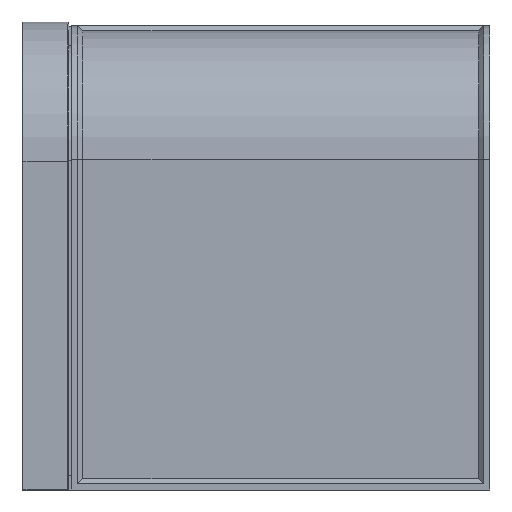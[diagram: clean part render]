
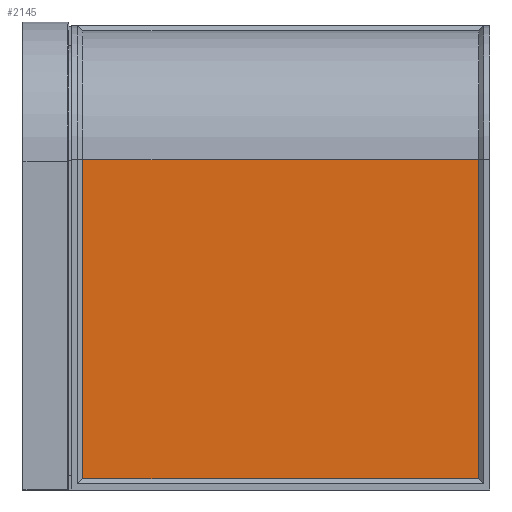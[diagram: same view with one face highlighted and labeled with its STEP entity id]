
A CAD part, left-side view. The second image highlights one B-rep face of the part: STEP entity #2145.
In plain terms, the highlighted planar face has unit normal (-1, 0, 0).
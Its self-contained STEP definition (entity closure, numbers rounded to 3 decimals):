
#33 = LINE ( 'NONE', #2943, #1481 ) ;
#71 = VERTEX_POINT ( 'NONE', #4897 ) ;
#196 = ORIENTED_EDGE ( 'NONE', *, *, #2286, .T. ) ;
#206 = LINE ( 'NONE', #6644, #7293 ) ;
#595 = VERTEX_POINT ( 'NONE', #1663 ) ;
#806 = FACE_OUTER_BOUND ( 'NONE', #6921, .T. ) ;
#996 = LINE ( 'NONE', #3952, #6117 ) ;
#1353 = LINE ( 'NONE', #3355, #2856 ) ;
#1481 = VECTOR ( 'NONE', #4695, 1000. ) ;
#1663 = CARTESIAN_POINT ( 'NONE',  ( -77.5, 435., 105. ) ) ;
#2145 = ADVANCED_FACE ( 'NONE', ( #806 ), #3066, .T. ) ;
#2286 = EDGE_CURVE ( 'NONE', #595, #4959, #996, .T. ) ;
#2426 = EDGE_CURVE ( 'NONE', #4959, #2723, #33, .T. ) ;
#2723 = VERTEX_POINT ( 'NONE', #3536 ) ;
#2856 = VECTOR ( 'NONE', #7287, 1000. ) ;
#2943 = CARTESIAN_POINT ( 'NONE',  ( -77.5, 6.5, -236. ) ) ;
#2976 = CARTESIAN_POINT ( 'NONE',  ( -77.5, 435., -236. ) ) ;
#3066 = PLANE ( 'NONE',  #6105 ) ;
#3113 = DIRECTION ( 'NONE',  ( 0., -1., 0. ) ) ;
#3355 = CARTESIAN_POINT ( 'NONE',  ( -77.5, 12., 105. ) ) ;
#3536 = CARTESIAN_POINT ( 'NONE',  ( -77.5, 12., -236. ) ) ;
#3793 = CARTESIAN_POINT ( 'NONE',  ( -77.5, 961.831, -241.5 ) ) ;
#3952 = CARTESIAN_POINT ( 'NONE',  ( -77.5, 435., -241.5 ) ) ;
#4043 = EDGE_CURVE ( 'NONE', #2723, #71, #1353, .T. ) ;
#4204 = DIRECTION ( 'NONE',  ( 0., 0., 1. ) ) ;
#4205 = ORIENTED_EDGE ( 'NONE', *, *, #2426, .T. ) ;
#4639 = ORIENTED_EDGE ( 'NONE', *, *, #6676, .F. ) ;
#4667 = ORIENTED_EDGE ( 'NONE', *, *, #4043, .T. ) ;
#4695 = DIRECTION ( 'NONE',  ( 0., -1., 0. ) ) ;
#4897 = CARTESIAN_POINT ( 'NONE',  ( -77.5, 12., 105. ) ) ;
#4959 = VERTEX_POINT ( 'NONE', #2976 ) ;
#5609 = DIRECTION ( 'NONE',  ( 0., 0., -1. ) ) ;
#6105 = AXIS2_PLACEMENT_3D ( 'NONE', #3793, #6597, #4204 ) ;
#6117 = VECTOR ( 'NONE', #5609, 1000. ) ;
#6597 = DIRECTION ( 'NONE',  ( -1., 0., 0. ) ) ;
#6644 = CARTESIAN_POINT ( 'NONE',  ( -77.5, 961.831, 105. ) ) ;
#6676 = EDGE_CURVE ( 'NONE', #595, #71, #206, .T. ) ;
#6921 = EDGE_LOOP ( 'NONE', ( #4205, #4667, #4639, #196 ) ) ;
#7287 = DIRECTION ( 'NONE',  ( 0., 0., 1. ) ) ;
#7293 = VECTOR ( 'NONE', #3113, 1000. ) ;
